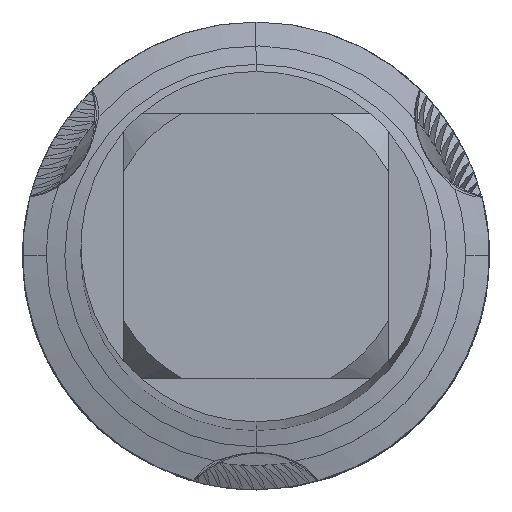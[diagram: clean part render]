
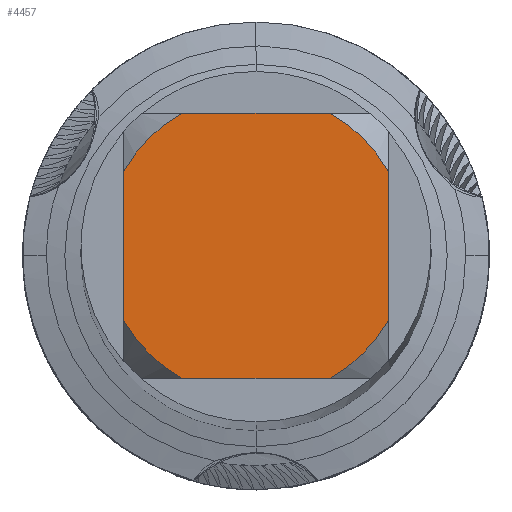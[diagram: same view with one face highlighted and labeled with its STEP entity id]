
A CAD part, top view. The second image highlights one B-rep face of the part: STEP entity #4457.
In plain terms, the highlighted planar face has unit normal (0, 0, 1).
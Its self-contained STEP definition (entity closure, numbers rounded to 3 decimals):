
#2165=EDGE_CURVE('',#5335,#4469,#6152,.T.);
#2563=VERTEX_POINT('',#6583);
#2701=VERTEX_POINT('',#6736);
#2831=VERTEX_POINT('',#6877);
#3217=EDGE_CURVE('',#2563,#4469,#7292,.T.);
#3225=EDGE_CURVE('',#2831,#2701,#7302,.T.);
#3413=VERTEX_POINT('',#7511);
#3575=EDGE_CURVE('',#2831,#3413,#7685,.T.);
#3637=EDGE_CURVE('',#5335,#2701,#7753,.T.);
#4265=VERTEX_POINT('',#8435);
#4453=VERTEX_POINT('',#8637);
#4457=ADVANCED_FACE('',(#8641),#8642,.T.);
#4469=VERTEX_POINT('',#8655);
#4895=EDGE_CURVE('',#2563,#4453,#9113,.T.);
#5029=EDGE_CURVE('',#4265,#3413,#9258,.T.);
#5335=VERTEX_POINT('',#9594);
#5875=EDGE_CURVE('',#4265,#4453,#10195,.T.);
#6152=LINE('',#10796,#10797);
#6583=CARTESIAN_POINT('',(-0.955,-1.7,0.0));
#6736=CARTESIAN_POINT('',(-0.955,1.7,0.0));
#6877=CARTESIAN_POINT('',(0.955,1.7,0.0));
#7292=CIRCLE('',#13449,1.95);
#7302=LINE('',#13462,#13463);
#7511=CARTESIAN_POINT('',(1.7,0.955,0.0));
#7685=CIRCLE('',#14223,1.95);
#7753=CIRCLE('',#14350,1.95);
#8435=CARTESIAN_POINT('',(1.7,-0.955,0.0));
#8637=CARTESIAN_POINT('',(0.955,-1.7,0.0));
#8641=FACE_OUTER_BOUND('',#16542,.T.);
#8642=PLANE('',#16543);
#8655=CARTESIAN_POINT('',(-1.7,-0.955,0.0));
#9113=LINE('',#17635,#17636);
#9258=LINE('',#17899,#17900);
#9594=CARTESIAN_POINT('',(-1.7,0.955,0.0));
#10195=CIRCLE('',#20219,1.95);
#10796=CARTESIAN_POINT('',(-1.7,0.488,0.0));
#10797=VECTOR('',#20570,1.0);
#13449=AXIS2_PLACEMENT_3D('',#21653,#21654,#21655);
#13462=CARTESIAN_POINT('',(0.0,1.7,0.0));
#13463=VECTOR('',#21675,1.0);
#14223=AXIS2_PLACEMENT_3D('',#22075,#22076,#22077);
#14350=AXIS2_PLACEMENT_3D('',#22155,#22156,#22157);
#16542=EDGE_LOOP('',(#23313,#23314,#23315,#23316,#23317,#23318,#23319,#23320));
#16543=AXIS2_PLACEMENT_3D('',#23321,#23322,#23323);
#17635=CARTESIAN_POINT('',(0.0,-1.7,0.0));
#17636=VECTOR('',#23749,1.0);
#17899=CARTESIAN_POINT('',(1.7,0.488,0.0));
#17900=VECTOR('',#23906,1.0);
#20219=AXIS2_PLACEMENT_3D('',#25063,#25064,#25065);
#20570=DIRECTION('',(-0.0,-1.0,0.0));
#21653=CARTESIAN_POINT('',(0.0,0.0,0.0));
#21654=DIRECTION('',(0.0,0.0,-1.0));
#21655=DIRECTION('',(0.0,1.0,0.0));
#21675=DIRECTION('',(-1.0,0.0,0.0));
#22075=CARTESIAN_POINT('',(0.0,0.0,0.0));
#22076=DIRECTION('',(0.0,0.0,-1.0));
#22077=DIRECTION('',(0.0,1.0,0.0));
#22155=CARTESIAN_POINT('',(0.0,0.0,0.0));
#22156=DIRECTION('',(0.0,0.0,-1.0));
#22157=DIRECTION('',(0.0,1.0,0.0));
#23313=ORIENTED_EDGE('',*,*,#2165,.T.);
#23314=ORIENTED_EDGE('',*,*,#3217,.F.);
#23315=ORIENTED_EDGE('',*,*,#4895,.T.);
#23316=ORIENTED_EDGE('',*,*,#5875,.F.);
#23317=ORIENTED_EDGE('',*,*,#5029,.T.);
#23318=ORIENTED_EDGE('',*,*,#3575,.F.);
#23319=ORIENTED_EDGE('',*,*,#3225,.T.);
#23320=ORIENTED_EDGE('',*,*,#3637,.F.);
#23321=CARTESIAN_POINT('',(0.0,0.975,0.0));
#23322=DIRECTION('',(-0.0,0.0,1.0));
#23323=DIRECTION('',(0.0,-1.0,0.0));
#23749=DIRECTION('',(1.0,0.0,0.0));
#23906=DIRECTION('',(-0.0,1.0,0.0));
#25063=CARTESIAN_POINT('',(0.0,0.0,0.0));
#25064=DIRECTION('',(0.0,0.0,-1.0));
#25065=DIRECTION('',(0.0,1.0,0.0));
